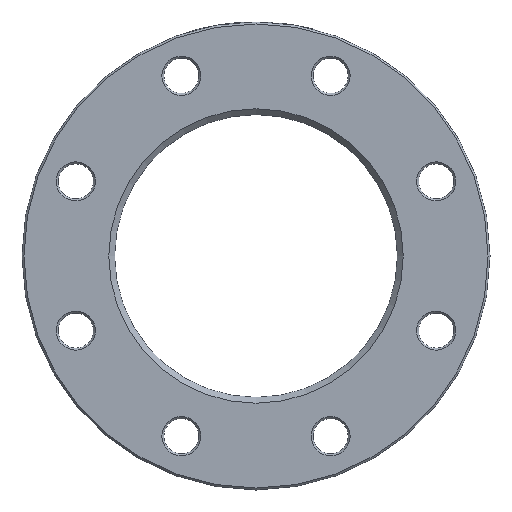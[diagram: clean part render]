
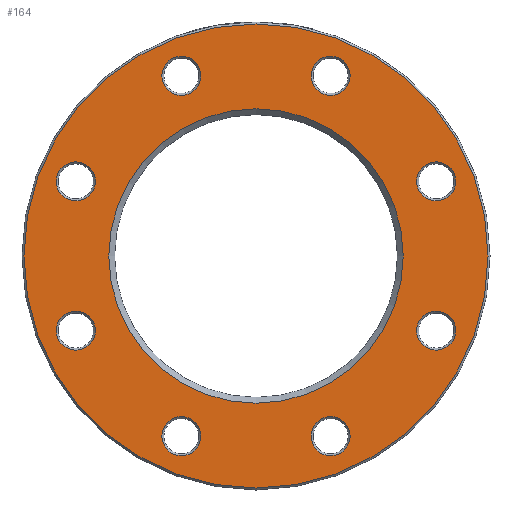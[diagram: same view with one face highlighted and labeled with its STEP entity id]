
A CAD part, left-side view. The second image highlights one B-rep face of the part: STEP entity #164.
In plain terms, the highlighted planar face has unit normal (-1, 0, 0).
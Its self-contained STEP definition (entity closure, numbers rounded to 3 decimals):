
#28 = ORIENTED_EDGE ( 'NONE', *, *, #1708, .T. ) ;
#29 = ORIENTED_EDGE ( 'NONE', *, *, #1677, .T. ) ;
#38 = FACE_BOUND ( 'NONE', #4701, .T. ) ;
#94 = FACE_BOUND ( 'NONE', #202, .T. ) ;
#164 = ADVANCED_FACE ( 'NONE', ( #1385, #1835, #94, #4328, #4277, #1005, #3445, #4356, #38, #4712 ), #3078, .F. ) ;
#184 = VERTEX_POINT ( 'NONE', #1070 ) ;
#186 = CIRCLE ( 'NONE', #5043, 10. ) ;
#202 = EDGE_LOOP ( 'NONE', ( #2489 ) ) ;
#220 = CARTESIAN_POINT ( 'NONE',  ( 0., 38.268, -92.388 ) ) ;
#247 = DIRECTION ( 'NONE',  ( 0., 0., -1. ) ) ;
#318 = DIRECTION ( 'NONE',  ( 0., 0., -1. ) ) ;
#320 = EDGE_CURVE ( 'NONE', #1371, #1371, #450, .T. ) ;
#431 = VERTEX_POINT ( 'NONE', #1290 ) ;
#432 = CIRCLE ( 'NONE', #4668, 10. ) ;
#450 = CIRCLE ( 'NONE', #4873, 10. ) ;
#493 = CARTESIAN_POINT ( 'NONE',  ( 0., -92.388, -48.268 ) ) ;
#595 = VERTEX_POINT ( 'NONE', #3618 ) ;
#738 = DIRECTION ( 'NONE',  ( 1., 0., 0. ) ) ;
#788 = ORIENTED_EDGE ( 'NONE', *, *, #3409, .T. ) ;
#848 = CARTESIAN_POINT ( 'NONE',  ( 0., -92.388, 38.268 ) ) ;
#1005 = FACE_BOUND ( 'NONE', #3405, .T. ) ;
#1055 = CIRCLE ( 'NONE', #1585, 10. ) ;
#1070 = CARTESIAN_POINT ( 'NONE',  ( 0., 0., -75.5 ) ) ;
#1078 = EDGE_CURVE ( 'NONE', #431, #431, #1055, .T. ) ;
#1100 = CARTESIAN_POINT ( 'NONE',  ( 0., 0., -119. ) ) ;
#1155 = DIRECTION ( 'NONE',  ( 1., 0., 0. ) ) ;
#1242 = ORIENTED_EDGE ( 'NONE', *, *, #3039, .T. ) ;
#1290 = CARTESIAN_POINT ( 'NONE',  ( 0., 92.388, 28.268 ) ) ;
#1315 = ORIENTED_EDGE ( 'NONE', *, *, #320, .T. ) ;
#1371 = VERTEX_POINT ( 'NONE', #1817 ) ;
#1385 = FACE_BOUND ( 'NONE', #5437, .T. ) ;
#1452 = CARTESIAN_POINT ( 'NONE',  ( 0., 92.388, -48.268 ) ) ;
#1510 = CARTESIAN_POINT ( 'NONE',  ( 0., 38.268, -102.388 ) ) ;
#1542 = EDGE_LOOP ( 'NONE', ( #1315 ) ) ;
#1553 = EDGE_LOOP ( 'NONE', ( #2068 ) ) ;
#1575 = AXIS2_PLACEMENT_3D ( 'NONE', #4666, #5168, #5089 ) ;
#1585 = AXIS2_PLACEMENT_3D ( 'NONE', #1883, #5252, #2709 ) ;
#1598 = CARTESIAN_POINT ( 'NONE',  ( 0., -92.388, -38.268 ) ) ;
#1601 = AXIS2_PLACEMENT_3D ( 'NONE', #220, #2381, #247 ) ;
#1677 = EDGE_CURVE ( 'NONE', #2594, #2594, #186, .T. ) ;
#1683 = CIRCLE ( 'NONE', #1601, 10. ) ;
#1708 = EDGE_CURVE ( 'NONE', #4065, #4065, #1683, .T. ) ;
#1729 = CARTESIAN_POINT ( 'NONE',  ( 0., 72.5, 0. ) ) ;
#1817 = CARTESIAN_POINT ( 'NONE',  ( 0., -38.268, 82.388 ) ) ;
#1835 = FACE_OUTER_BOUND ( 'NONE', #3234, .T. ) ;
#1883 = CARTESIAN_POINT ( 'NONE',  ( 0., 92.388, 38.268 ) ) ;
#1930 = VERTEX_POINT ( 'NONE', #3983 ) ;
#1940 = CIRCLE ( 'NONE', #4848, 75.5 ) ;
#1964 = CARTESIAN_POINT ( 'NONE',  ( 0., -38.268, 92.388 ) ) ;
#1982 = CIRCLE ( 'NONE', #2219, 119. ) ;
#2068 = ORIENTED_EDGE ( 'NONE', *, *, #2620, .T. ) ;
#2170 = DIRECTION ( 'NONE',  ( 1., 0., 0. ) ) ;
#2174 = DIRECTION ( 'NONE',  ( 0., 0., -1. ) ) ;
#2219 = AXIS2_PLACEMENT_3D ( 'NONE', #4414, #3529, #3586 ) ;
#2261 = VERTEX_POINT ( 'NONE', #1452 ) ;
#2325 = DIRECTION ( 'NONE',  ( 0., 0., -1. ) ) ;
#2374 = VERTEX_POINT ( 'NONE', #1100 ) ;
#2381 = DIRECTION ( 'NONE',  ( 1., 0., 0. ) ) ;
#2392 = DIRECTION ( 'NONE',  ( 0., 0., -1. ) ) ;
#2478 = CARTESIAN_POINT ( 'NONE',  ( 0., 92.388, -38.268 ) ) ;
#2489 = ORIENTED_EDGE ( 'NONE', *, *, #4993, .T. ) ;
#2507 = DIRECTION ( 'NONE',  ( 1., 0., 0. ) ) ;
#2554 = CIRCLE ( 'NONE', #4326, 10. ) ;
#2594 = VERTEX_POINT ( 'NONE', #493 ) ;
#2620 = EDGE_CURVE ( 'NONE', #1930, #1930, #3386, .T. ) ;
#2631 = CARTESIAN_POINT ( 'NONE',  ( 0., -38.268, -92.388 ) ) ;
#2663 = DIRECTION ( 'NONE',  ( 1., 0., 0. ) ) ;
#2699 = DIRECTION ( 'NONE',  ( 1., 0., 0. ) ) ;
#2709 = DIRECTION ( 'NONE',  ( 0., 0., -1. ) ) ;
#2774 = AXIS2_PLACEMENT_3D ( 'NONE', #2631, #2170, #3104 ) ;
#2804 = DIRECTION ( 'NONE',  ( 1., 0., 0. ) ) ;
#2831 = AXIS2_PLACEMENT_3D ( 'NONE', #1729, #2663, #2174 ) ;
#2902 = EDGE_LOOP ( 'NONE', ( #4416 ) ) ;
#3039 = EDGE_CURVE ( 'NONE', #2374, #2374, #1982, .T. ) ;
#3078 = PLANE ( 'NONE',  #2831 ) ;
#3104 = DIRECTION ( 'NONE',  ( 0., 0., -1. ) ) ;
#3234 = EDGE_LOOP ( 'NONE', ( #1242 ) ) ;
#3324 = EDGE_LOOP ( 'NONE', ( #3723 ) ) ;
#3386 = CIRCLE ( 'NONE', #2774, 10. ) ;
#3405 = EDGE_LOOP ( 'NONE', ( #29 ) ) ;
#3409 = EDGE_CURVE ( 'NONE', #2261, #2261, #432, .T. ) ;
#3445 = FACE_BOUND ( 'NONE', #1553, .T. ) ;
#3449 = EDGE_LOOP ( 'NONE', ( #28 ) ) ;
#3529 = DIRECTION ( 'NONE',  ( -1., 0., 0. ) ) ;
#3586 = DIRECTION ( 'NONE',  ( 0., 0., -1. ) ) ;
#3618 = CARTESIAN_POINT ( 'NONE',  ( 0., -92.388, 28.268 ) ) ;
#3650 = EDGE_CURVE ( 'NONE', #595, #595, #2554, .T. ) ;
#3723 = ORIENTED_EDGE ( 'NONE', *, *, #3650, .T. ) ;
#3983 = CARTESIAN_POINT ( 'NONE',  ( 0., -38.268, -102.388 ) ) ;
#4040 = CARTESIAN_POINT ( 'NONE',  ( 0., 38.268, 82.388 ) ) ;
#4065 = VERTEX_POINT ( 'NONE', #1510 ) ;
#4277 = FACE_BOUND ( 'NONE', #3324, .T. ) ;
#4326 = AXIS2_PLACEMENT_3D ( 'NONE', #848, #2699, #5268 ) ;
#4328 = FACE_BOUND ( 'NONE', #1542, .T. ) ;
#4356 = FACE_BOUND ( 'NONE', #3449, .T. ) ;
#4414 = CARTESIAN_POINT ( 'NONE',  ( 0., 0., 0. ) ) ;
#4416 = ORIENTED_EDGE ( 'NONE', *, *, #1078, .T. ) ;
#4605 = DIRECTION ( 'NONE',  ( 0., 0., -1. ) ) ;
#4614 = EDGE_CURVE ( 'NONE', #184, #184, #1940, .T. ) ;
#4666 = CARTESIAN_POINT ( 'NONE',  ( 0., 38.268, 92.388 ) ) ;
#4668 = AXIS2_PLACEMENT_3D ( 'NONE', #2478, #2507, #4605 ) ;
#4701 = EDGE_LOOP ( 'NONE', ( #788 ) ) ;
#4712 = FACE_BOUND ( 'NONE', #2902, .T. ) ;
#4771 = CARTESIAN_POINT ( 'NONE',  ( 0., 0., 0. ) ) ;
#4832 = VERTEX_POINT ( 'NONE', #4040 ) ;
#4848 = AXIS2_PLACEMENT_3D ( 'NONE', #4771, #2804, #2392 ) ;
#4873 = AXIS2_PLACEMENT_3D ( 'NONE', #1964, #738, #318 ) ;
#4897 = ORIENTED_EDGE ( 'NONE', *, *, #4614, .T. ) ;
#4993 = EDGE_CURVE ( 'NONE', #4832, #4832, #5369, .T. ) ;
#5043 = AXIS2_PLACEMENT_3D ( 'NONE', #1598, #1155, #2325 ) ;
#5089 = DIRECTION ( 'NONE',  ( 0., 0., -1. ) ) ;
#5168 = DIRECTION ( 'NONE',  ( 1., 0., 0. ) ) ;
#5252 = DIRECTION ( 'NONE',  ( 1., 0., 0. ) ) ;
#5268 = DIRECTION ( 'NONE',  ( 0., 0., -1. ) ) ;
#5369 = CIRCLE ( 'NONE', #1575, 10. ) ;
#5437 = EDGE_LOOP ( 'NONE', ( #4897 ) ) ;
